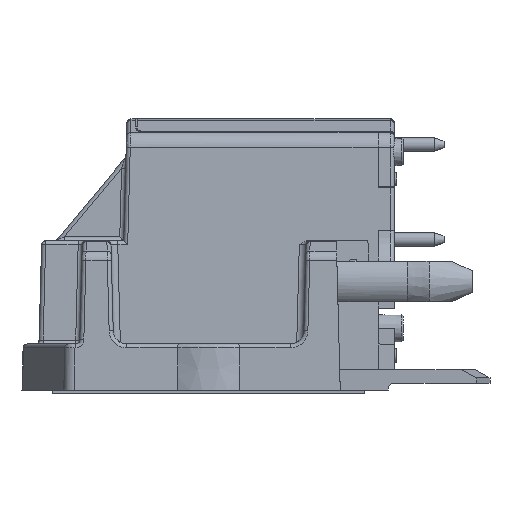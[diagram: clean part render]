
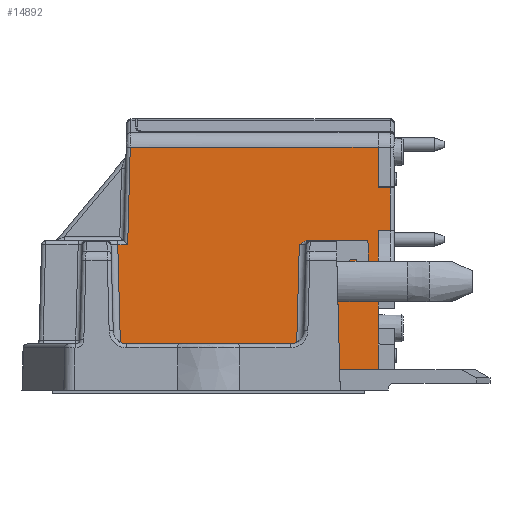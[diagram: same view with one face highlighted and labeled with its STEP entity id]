
A CAD part, left-side view. The second image highlights one B-rep face of the part: STEP entity #14892.
In plain terms, the highlighted planar face has unit normal (-1, 0, 0.026).
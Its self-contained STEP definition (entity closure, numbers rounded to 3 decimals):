
#655=PLANE('',#15837);
#864=LINE('',#19552,#1700);
#868=LINE('',#19561,#1704);
#1052=LINE('',#21485,#1888);
#1054=LINE('',#21493,#1890);
#1162=LINE('',#22088,#1998);
#1174=LINE('',#22138,#2010);
#1179=LINE('',#22156,#2015);
#1369=LINE('',#22759,#2205);
#1378=LINE('',#22779,#2214);
#1380=LINE('',#22783,#2216);
#1387=LINE('',#22803,#2223);
#1388=LINE('',#22805,#2224);
#1389=LINE('',#22806,#2225);
#1390=LINE('',#22808,#2226);
#1391=LINE('',#22810,#2227);
#1392=LINE('',#22812,#2228);
#1393=LINE('',#22813,#2229);
#1700=VECTOR('',#16424,1000.);
#1704=VECTOR('',#16430,1000.);
#1888=VECTOR('',#17164,1000.);
#1890=VECTOR('',#17172,1000.);
#1998=VECTOR('',#17546,1000.);
#2010=VECTOR('',#17572,1000.);
#2015=VECTOR('',#17591,1000.);
#2205=VECTOR('',#18137,1000.);
#2214=VECTOR('',#18164,1000.);
#2216=VECTOR('',#18168,1000.);
#2223=VECTOR('',#18201,1000.);
#2224=VECTOR('',#18202,1000.);
#2225=VECTOR('',#18203,1000.);
#2226=VECTOR('',#18204,1000.);
#2227=VECTOR('',#18205,1000.);
#2228=VECTOR('',#18206,1000.);
#2229=VECTOR('',#18207,1000.);
#2555=B_SPLINE_CURVE_WITH_KNOTS('',3,(#21777,#21778,#21779,#21780,#21781,
#21782,#21783),.UNSPECIFIED.,.F.,.F.,(4,1,1,1,4),(0.,0.25,0.5,0.75,1.),
 .UNSPECIFIED.);
#4442=ORIENTED_EDGE('',*,*,#6305,.T.);
#4443=ORIENTED_EDGE('',*,*,#6104,.F.);
#4444=ORIENTED_EDGE('',*,*,#6108,.F.);
#4445=ORIENTED_EDGE('',*,*,#6332,.F.);
#4446=ORIENTED_EDGE('',*,*,#6603,.T.);
#4447=ORIENTED_EDGE('',*,*,#6323,.T.);
#4448=ORIENTED_EDGE('',*,*,#6158,.F.);
#4449=ORIENTED_EDGE('',*,*,#6594,.F.);
#4450=ORIENTED_EDGE('',*,*,#5739,.F.);
#4451=ORIENTED_EDGE('',*,*,#6605,.T.);
#4452=ORIENTED_EDGE('',*,*,#6612,.T.);
#4453=ORIENTED_EDGE('',*,*,#6613,.F.);
#4454=ORIENTED_EDGE('',*,*,#5680,.T.);
#4455=ORIENTED_EDGE('',*,*,#6614,.F.);
#4456=ORIENTED_EDGE('',*,*,#6615,.T.);
#4457=ORIENTED_EDGE('',*,*,#6616,.T.);
#4458=ORIENTED_EDGE('',*,*,#6617,.T.);
#4459=ORIENTED_EDGE('',*,*,#5676,.T.);
#4460=ORIENTED_EDGE('',*,*,#6618,.F.);
#5676=EDGE_CURVE('',#7157,#7156,#864,.T.);
#5680=EDGE_CURVE('',#7161,#7160,#868,.T.);
#5739=EDGE_CURVE('',#7213,#7214,#8062,.T.);
#6104=EDGE_CURVE('',#7444,#7443,#1052,.T.);
#6108=EDGE_CURVE('',#7448,#7444,#1054,.T.);
#6158=EDGE_CURVE('',#7481,#7482,#2555,.F.);
#6305=EDGE_CURVE('',#7572,#7443,#1162,.T.);
#6323=EDGE_CURVE('',#7585,#7482,#1174,.T.);
#6332=EDGE_CURVE('',#7588,#7448,#1179,.T.);
#6594=EDGE_CURVE('',#7214,#7481,#1369,.T.);
#6603=EDGE_CURVE('',#7588,#7585,#1378,.T.);
#6605=EDGE_CURVE('',#7213,#7724,#1380,.T.);
#6612=EDGE_CURVE('',#7724,#7725,#1387,.T.);
#6613=EDGE_CURVE('',#7161,#7725,#1388,.T.);
#6614=EDGE_CURVE('',#7726,#7160,#1389,.T.);
#6615=EDGE_CURVE('',#7726,#7727,#1390,.T.);
#6616=EDGE_CURVE('',#7727,#7728,#1391,.T.);
#6617=EDGE_CURVE('',#7728,#7157,#1392,.T.);
#6618=EDGE_CURVE('',#7572,#7156,#1393,.T.);
#7156=VERTEX_POINT('',#19551);
#7157=VERTEX_POINT('',#19553);
#7160=VERTEX_POINT('',#19560);
#7161=VERTEX_POINT('',#19562);
#7213=VERTEX_POINT('',#19694);
#7214=VERTEX_POINT('',#19696);
#7443=VERTEX_POINT('',#21472);
#7444=VERTEX_POINT('',#21483);
#7448=VERTEX_POINT('',#21492);
#7481=VERTEX_POINT('',#21784);
#7482=VERTEX_POINT('',#21785);
#7572=VERTEX_POINT('',#22089);
#7585=VERTEX_POINT('',#22139);
#7588=VERTEX_POINT('',#22149);
#7724=VERTEX_POINT('',#22782);
#7725=VERTEX_POINT('',#22804);
#7726=VERTEX_POINT('',#22807);
#7727=VERTEX_POINT('',#22809);
#7728=VERTEX_POINT('',#22811);
#8062=ELLIPSE('',#15243,0.3,0.3);
#8600=EDGE_LOOP('',(#4442,#4443,#4444,#4445,#4446,#4447,#4448,#4449,#4450,
#4451,#4452,#4453,#4454,#4455,#4456,#4457,#4458,#4459,#4460));
#9385=FACE_BOUND('',#8600,.T.);
#14892=ADVANCED_FACE('',(#9385),#655,.T.);
#15243=AXIS2_PLACEMENT_3D('',#19695,#16529,#16530);
#15837=AXIS2_PLACEMENT_3D('',#22802,#18199,#18200);
#16424=DIRECTION('',(0.026,0.,1.));
#16430=DIRECTION('',(0.026,0.,1.));
#16529=DIRECTION('',(-1.,0.,0.026));
#16530=DIRECTION('',(0.026,0.,1.));
#17164=DIRECTION('',(0.026,-0.026,0.999));
#17172=DIRECTION('',(0.,-1.,0.));
#17546=DIRECTION('',(0.,1.,0.));
#17572=DIRECTION('',(0.026,-0.026,0.999));
#17591=DIRECTION('',(0.026,0.026,0.999));
#18137=DIRECTION('',(0.,1.,0.));
#18164=DIRECTION('',(0.,-1.,0.));
#18168=DIRECTION('',(-0.026,-0.026,-0.999));
#18199=DIRECTION('',(-1.,0.,0.026));
#18200=DIRECTION('',(0.026,0.,1.));
#18201=DIRECTION('',(0.,-1.,0.));
#18202=DIRECTION('',(-0.026,0.,-1.));
#18203=DIRECTION('',(-0.026,0.,-1.));
#18204=DIRECTION('',(0.,-1.,0.));
#18205=DIRECTION('',(0.026,0.,1.));
#18206=DIRECTION('',(0.,1.,0.));
#18207=DIRECTION('',(-0.026,0.,-1.));
#19551=CARTESIAN_POINT('',(-30.196,-12.5,15.01));
#19552=CARTESIAN_POINT('',(-30.301,-12.5,10.995));
#19553=CARTESIAN_POINT('',(-30.199,-12.5,14.907));
#19560=CARTESIAN_POINT('',(-30.431,-12.5,6.039));
#19561=CARTESIAN_POINT('',(-30.301,-12.5,10.995));
#19562=CARTESIAN_POINT('',(-30.5,-12.5,3.4));
#19694=CARTESIAN_POINT('',(-30.309,-9.429,10.708));
#19695=CARTESIAN_POINT('',(-30.309,-9.129,10.7));
#19696=CARTESIAN_POINT('',(-30.301,-9.129,11.));
#21472=CARTESIAN_POINT('',(-30.12,5.769,17.898));
#21483=CARTESIAN_POINT('',(-30.309,5.958,10.708));
#21485=CARTESIAN_POINT('',(-30.496,6.145,3.561));
#21492=CARTESIAN_POINT('',(-30.309,6.692,10.708));
#21493=CARTESIAN_POINT('',(-30.309,6.699,10.708));
#21777=CARTESIAN_POINT('',(-30.309,-6.692,10.708));
#21778=CARTESIAN_POINT('',(-30.307,-6.752,10.755));
#21779=CARTESIAN_POINT('',(-30.305,-6.867,10.837));
#21780=CARTESIAN_POINT('',(-30.303,-6.966,10.904));
#21781=CARTESIAN_POINT('',(-30.301,-7.154,10.987));
#21782=CARTESIAN_POINT('',(-30.301,-7.257,11.));
#21783=CARTESIAN_POINT('',(-30.301,-7.31,11.));
#21784=CARTESIAN_POINT('',(-30.301,-7.31,11.));
#21785=CARTESIAN_POINT('',(-30.309,-6.692,10.708));
#22088=CARTESIAN_POINT('',(-30.12,0.,17.898));
#22089=CARTESIAN_POINT('',(-30.12,-12.5,17.898));
#22138=CARTESIAN_POINT('',(-30.301,-6.7,11.013));
#22139=CARTESIAN_POINT('',(-30.5,-6.5,3.4));
#22149=CARTESIAN_POINT('',(-30.5,6.5,3.4));
#22156=CARTESIAN_POINT('',(-30.5,6.501,3.413));
#22759=CARTESIAN_POINT('',(-30.301,0.,11.));
#22779=CARTESIAN_POINT('',(-30.5,0.,3.4));
#22782=CARTESIAN_POINT('',(-30.55,-9.67,1.5));
#22783=CARTESIAN_POINT('',(-30.385,-9.506,7.775));
#22802=CARTESIAN_POINT('',(-30.5,0.,3.4));
#22803=CARTESIAN_POINT('',(-30.55,79.285,1.5));
#22804=CARTESIAN_POINT('',(-30.55,-12.5,1.5));
#22805=CARTESIAN_POINT('',(-30.327,-12.5,9.998));
#22806=CARTESIAN_POINT('',(-30.5,-12.5,3.4));
#22807=CARTESIAN_POINT('',(-30.281,-12.5,11.747));
#22808=CARTESIAN_POINT('',(-30.281,62.047,11.747));
#22809=CARTESIAN_POINT('',(-30.281,-13.4,11.747));
#22810=CARTESIAN_POINT('',(-30.199,-13.4,14.907));
#22811=CARTESIAN_POINT('',(-30.199,-13.4,14.907));
#22812=CARTESIAN_POINT('',(-30.199,142.569,14.907));
#22813=CARTESIAN_POINT('',(-30.327,-12.5,9.998));
